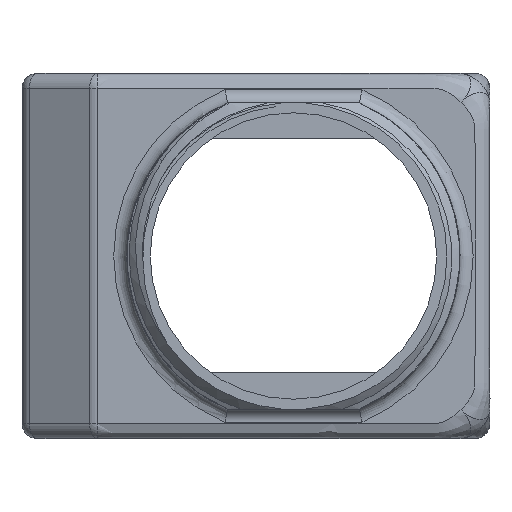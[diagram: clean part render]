
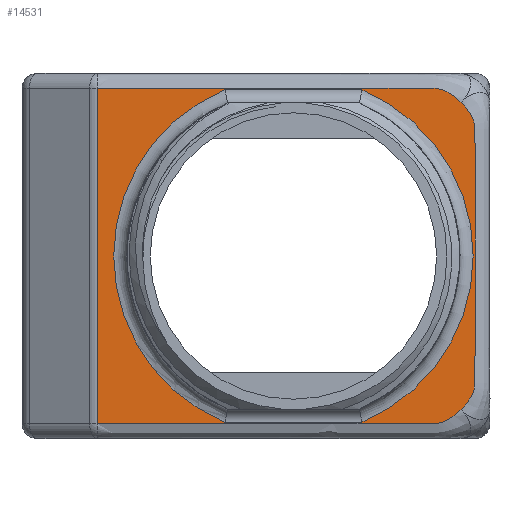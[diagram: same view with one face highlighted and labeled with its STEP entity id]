
A CAD part, front view. The second image highlights one B-rep face of the part: STEP entity #14531.
In plain terms, the highlighted planar face has unit normal (0, -1, 0).
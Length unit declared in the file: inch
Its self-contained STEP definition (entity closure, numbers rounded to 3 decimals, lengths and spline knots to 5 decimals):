
#1156=CARTESIAN_POINT('',(0.92328,0.,0.06098));
#1157=CARTESIAN_POINT('',(0.91823,0.,
0.05577));
#1158=CARTESIAN_POINT('',(0.90813,0.,
0.04672));
#1159=CARTESIAN_POINT('',(0.89279,0.,
0.03721));
#1160=CARTESIAN_POINT('',(0.87772,0.,0.03202));
#1161=CARTESIAN_POINT('',(0.86434,0.,0.03136));
#1162=CARTESIAN_POINT('',(0.84983,0.,0.03153));
#1163=CARTESIAN_POINT('',(0.83418,0.,0.03149));
#1164=CARTESIAN_POINT('',(0.81732,0.,0.0315));
#1165=CARTESIAN_POINT('',(0.79916,0.,0.0315));
#1166=CARTESIAN_POINT('',(0.7796,0.,0.0315));
#1167=CARTESIAN_POINT('',(0.75855,0.,0.0315));
#1168=CARTESIAN_POINT('',(0.73588,0.,0.0315));
#1169=CARTESIAN_POINT('',(0.71147,0.,0.0315));
#1170=CARTESIAN_POINT('',(0.6852,0.,0.0315));
#1171=CARTESIAN_POINT('',(0.65691,0.,0.0315));
#1172=CARTESIAN_POINT('',(0.62645,0.,0.0315));
#1173=CARTESIAN_POINT('',(0.59365,0.,0.0315));
#1174=CARTESIAN_POINT('',(0.55834,0.,0.0315));
#1175=CARTESIAN_POINT('',(0.52033,0.,0.0315));
#1176=CARTESIAN_POINT('',(0.4794,0.,0.0315));
#1177=CARTESIAN_POINT('',(0.43533,0.,0.0315));
#1178=CARTESIAN_POINT('',(0.38789,0.,0.0315));
#1179=CARTESIAN_POINT('',(0.33681,0.,0.0315));
#1180=CARTESIAN_POINT('',(0.28181,0.,0.0315));
#1181=CARTESIAN_POINT('',(0.22262,0.,0.0315));
#1182=CARTESIAN_POINT('',(0.18007,0.,0.0315));
#1183=CARTESIAN_POINT('',(0.15805,0.,0.0315));
#1240=DIRECTION('',(0.,0.,-1.));
#1241=VECTOR('',#1240,0.70472);
#1242=CARTESIAN_POINT('',(0.15805,0.,0.73622));
#1243=LINE('',#1242,#1241);
#1422=CARTESIAN_POINT('',(0.92328,0.,0.70674));
#1423=CARTESIAN_POINT('',(0.92865,0.,0.70153));
#1424=CARTESIAN_POINT('',(0.93794,0.,0.69112));
#1425=CARTESIAN_POINT('',(0.94756,0.,0.67524));
#1426=CARTESIAN_POINT('',(0.95258,0.,0.6597));
#1427=CARTESIAN_POINT('',(0.95281,0.,0.64591));
#1428=CARTESIAN_POINT('',(0.95274,0.,0.63063));
#1429=CARTESIAN_POINT('',(0.95276,0.,0.61418));
#1430=CARTESIAN_POINT('',(0.95275,0.,0.59644));
#1431=CARTESIAN_POINT('',(0.95276,0.,0.57734));
#1432=CARTESIAN_POINT('',(0.95276,0.,0.55677));
#1433=CARTESIAN_POINT('',(0.95276,0.,0.53464));
#1434=CARTESIAN_POINT('',(0.95276,0.,0.5108));
#1435=CARTESIAN_POINT('',(0.95276,0.,0.48515));
#1436=CARTESIAN_POINT('',(0.95276,0.,0.45752));
#1437=CARTESIAN_POINT('',(0.95276,0.,0.4278));
#1438=CARTESIAN_POINT('',(0.95276,0.,0.39572));
#1439=CARTESIAN_POINT('',(0.95276,0.,0.3615));
#1440=CARTESIAN_POINT('',(0.95276,0.,0.32362));
#1441=CARTESIAN_POINT('',(0.95276,0.,0.28614));
#1442=CARTESIAN_POINT('',(0.95276,0.,0.2544));
#1443=CARTESIAN_POINT('',(0.95276,0.,0.22602));
#1444=CARTESIAN_POINT('',(0.95276,0.,0.20083));
#1445=CARTESIAN_POINT('',(0.95276,0.,0.17824));
#1446=CARTESIAN_POINT('',(0.95276,0.,0.15791));
#1447=CARTESIAN_POINT('',(0.95275,0.,0.13955));
#1448=CARTESIAN_POINT('',(0.95279,0.,0.12281));
#1449=CARTESIAN_POINT('',(0.95262,0.,0.10799));
#1450=CARTESIAN_POINT('',(0.94762,0.,
0.09264));
#1451=CARTESIAN_POINT('',(0.93799,0.,
0.07663));
#1452=CARTESIAN_POINT('',(0.92867,0.,
0.0662));
#1453=CARTESIAN_POINT('',(0.92328,0.,0.06098));
#1497=CARTESIAN_POINT('',(0.15805,0.,0.73622));
#1498=CARTESIAN_POINT('',(0.17953,0.,0.73622));
#1499=CARTESIAN_POINT('',(0.22105,0.,0.73622));
#1500=CARTESIAN_POINT('',(0.27879,0.,0.73622));
#1501=CARTESIAN_POINT('',(0.33244,0.,0.73622));
#1502=CARTESIAN_POINT('',(0.38226,0.,0.73622));
#1503=CARTESIAN_POINT('',(0.42853,0.,0.73622));
#1504=CARTESIAN_POINT('',(0.47151,0.,0.73622));
#1505=CARTESIAN_POINT('',(0.51143,0.,0.73622));
#1506=CARTESIAN_POINT('',(0.5485,0.,0.73622));
#1507=CARTESIAN_POINT('',(0.58293,0.,0.73622));
#1508=CARTESIAN_POINT('',(0.61491,0.,0.73622));
#1509=CARTESIAN_POINT('',(0.64461,0.,0.73622));
#1510=CARTESIAN_POINT('',(0.6722,0.,0.73622));
#1511=CARTESIAN_POINT('',(0.69782,0.,0.73622));
#1512=CARTESIAN_POINT('',(0.72161,0.,0.73622));
#1513=CARTESIAN_POINT('',(0.74371,0.,0.73622));
#1514=CARTESIAN_POINT('',(0.76424,0.,0.73622));
#1515=CARTESIAN_POINT('',(0.7833,0.,0.73622));
#1516=CARTESIAN_POINT('',(0.801,0.,0.73622));
#1517=CARTESIAN_POINT('',(0.81744,0.,0.73622));
#1518=CARTESIAN_POINT('',(0.83271,0.,0.73622));
#1519=CARTESIAN_POINT('',(0.84687,0.,0.73623));
#1520=CARTESIAN_POINT('',(0.86008,0.,0.73618));
#1521=CARTESIAN_POINT('',(0.87198,0.,0.73639));
#1522=CARTESIAN_POINT('',(0.88386,0.,0.73383));
#1523=CARTESIAN_POINT('',(0.89687,0.,0.72823));
#1524=CARTESIAN_POINT('',(0.91008,0.,
0.71931));
#1525=CARTESIAN_POINT('',(0.91887,0.,
0.71128));
#1526=CARTESIAN_POINT('',(0.92328,0.,0.70674));
#4526=CARTESIAN_POINT('',(0.42676,0.,0.03445));
#4528=CARTESIAN_POINT('',(0.57087,0.,0.38386));
#4529=DIRECTION('',(0.,1.,0.));
#4530=DIRECTION('',(-0.381,0.,-0.924));
#4531=AXIS2_PLACEMENT_3D('',#4528,#4529,#4530);
#4551=DIRECTION('',(1.,0.,0.));
#4552=VECTOR('',#4551,0.2882);
#4553=CARTESIAN_POINT('',(0.42676,0.,0.03445));
#4554=LINE('',#4553,#4552);
#4578=CARTESIAN_POINT('',(0.57087,0.,0.38386));
#4579=DIRECTION('',(0.,1.,0.));
#4580=DIRECTION('',(0.381,0.,0.924));
#4581=AXIS2_PLACEMENT_3D('',#4578,#4579,#4580);
#4583=DIRECTION('',(-1.,0.,0.));
#4584=VECTOR('',#4583,0.28817);
#4585=CARTESIAN_POINT('',(0.71495,0.,0.73327));
#4586=LINE('',#4585,#4584);
#10702=VERTEX_POINT('',#4526);
#11864=CARTESIAN_POINT('',(0.71495,0.,0.73327));
#11865=CARTESIAN_POINT('',(0.42678,0.,0.73327));
#11866=VERTEX_POINT('',#11864);
#11867=VERTEX_POINT('',#11865);
#11872=CARTESIAN_POINT('',(0.71496,0.,0.03445));
#11873=VERTEX_POINT('',#11872);
#12160=VERTEX_POINT('',#1422);
#12161=VERTEX_POINT('',#1453);
#12290=CARTESIAN_POINT('',(0.15805,0.,0.73622));
#12291=CARTESIAN_POINT('',(0.15805,0.,0.0315));
#12292=VERTEX_POINT('',#12290);
#12293=VERTEX_POINT('',#12291);
#14509=CARTESIAN_POINT('',(0.14961,0.,0.));
#14510=DIRECTION('',(0.,-1.,0.));
#14511=DIRECTION('',(1.,0.,0.));
#14512=AXIS2_PLACEMENT_3D('',#14509,#14510,#14511);
#14513=PLANE('',#14512);
#14514=ORIENTED_EDGE('',*,*,#14039,.F.);
#14516=ORIENTED_EDGE('',*,*,#14515,.T.);
#14517=ORIENTED_EDGE('',*,*,#14502,.T.);
#14518=ORIENTED_EDGE('',*,*,#14011,.T.);
#14519=EDGE_LOOP('',(#14514,#14516,#14517,#14518));
#14520=FACE_OUTER_BOUND('',#14519,.F.);
#14522=ORIENTED_EDGE('',*,*,#14521,.T.);
#14524=ORIENTED_EDGE('',*,*,#14523,.F.);
#14526=ORIENTED_EDGE('',*,*,#14525,.T.);
#14528=ORIENTED_EDGE('',*,*,#14527,.F.);
#14529=EDGE_LOOP('',(#14522,#14524,#14526,#14528));
#14530=FACE_BOUND('',#14529,.F.);
#14531=ADVANCED_FACE('',(#14520,#14530),#14513,.T.);
#1184=B_SPLINE_CURVE_WITH_KNOTS('',3,(#1156,#1157,#1158,#1159,#1160,#1161,#1162,
#1163,#1164,#1165,#1166,#1167,#1168,#1169,#1170,#1171,#1172,#1173,#1174,#1175,
#1176,#1177,#1178,#1179,#1180,#1181,#1182,#1183),.UNSPECIFIED.,.F.,.F.,(4,1,1,1,
1,1,1,1,1,1,1,1,1,1,1,1,1,1,1,1,1,1,1,1,1,4),(0.,0.04,0.08,0.12,0.16,
0.2,0.24,0.28,0.32,0.36,0.4,0.44,0.48,0.52,0.56,0.6,
0.64,0.68,0.72,0.76,0.8,0.84,0.88,0.92,0.96,1.),
.UNSPECIFIED.);
#1454=B_SPLINE_CURVE_WITH_KNOTS('',3,(#1422,#1423,#1424,#1425,#1426,#1427,#1428,
#1429,#1430,#1431,#1432,#1433,#1434,#1435,#1436,#1437,#1438,#1439,#1440,#1441,
#1442,#1443,#1444,#1445,#1446,#1447,#1448,#1449,#1450,#1451,#1452,#1453),
.UNSPECIFIED.,.F.,.F.,(4,1,1,1,1,1,1,1,1,1,1,1,1,1,1,1,1,1,1,1,1,1,1,1,1,1,1,1,
1,4),(0.,0.03448,0.06897,0.10345,
0.13793,0.17241,0.2069,0.24138,
0.27586,0.31034,0.34483,0.37931,
0.41379,0.44828,0.48276,0.51724,
0.55172,0.58621,0.62069,0.65517,
0.68966,0.72414,0.75862,0.7931,
0.82759,0.86207,0.89655,0.93103,
0.96552,1.),.UNSPECIFIED.);
#1527=B_SPLINE_CURVE_WITH_KNOTS('',3,(#1497,#1498,#1499,#1500,#1501,#1502,#1503,
#1504,#1505,#1506,#1507,#1508,#1509,#1510,#1511,#1512,#1513,#1514,#1515,#1516,
#1517,#1518,#1519,#1520,#1521,#1522,#1523,#1524,#1525,#1526),.UNSPECIFIED.,.F.,
.F.,(4,1,1,1,1,1,1,1,1,1,1,1,1,1,1,1,1,1,1,1,1,1,1,1,1,1,1,4),(0.,
0.03704,0.07407,0.11111,0.14815,
0.18519,0.22222,0.25926,0.2963,
0.33333,0.37037,0.40741,0.44444,
0.48148,0.51852,0.55556,0.59259,
0.62963,0.66667,0.7037,0.74074,
0.77778,0.81481,0.85185,0.88889,
0.92593,0.96296,1.),.UNSPECIFIED.);
#4532=CIRCLE('',#4531,0.37795);
#4582=CIRCLE('',#4581,0.37795);
#14011=EDGE_CURVE('',#12161,#12293,#1184,.T.);
#14039=EDGE_CURVE('',#12292,#12293,#1243,.T.);
#14502=EDGE_CURVE('',#12160,#12161,#1454,.T.);
#14515=EDGE_CURVE('',#12292,#12160,#1527,.T.);
#14521=EDGE_CURVE('',#11866,#11867,#4586,.T.);
#14523=EDGE_CURVE('',#10702,#11867,#4532,.T.);
#14525=EDGE_CURVE('',#10702,#11873,#4554,.T.);
#14527=EDGE_CURVE('',#11866,#11873,#4582,.T.);
